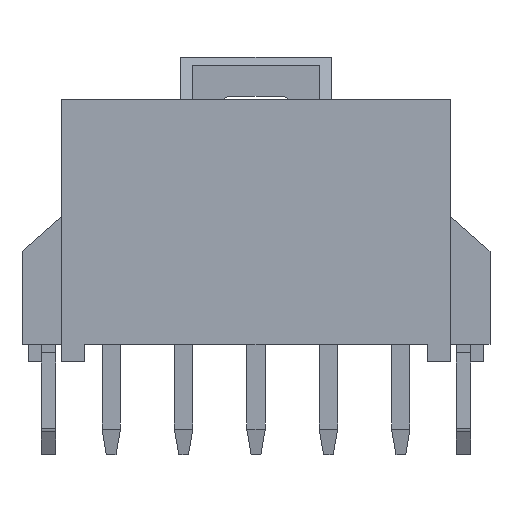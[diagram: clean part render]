
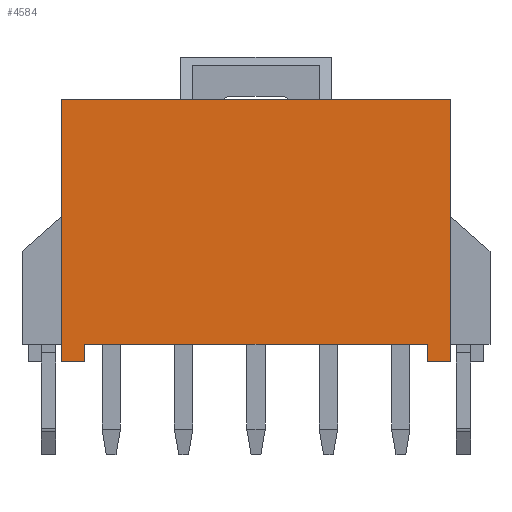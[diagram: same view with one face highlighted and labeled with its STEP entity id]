
A CAD part, front view. The second image highlights one B-rep face of the part: STEP entity #4584.
In plain terms, the highlighted planar face has unit normal (0, -1, 0).
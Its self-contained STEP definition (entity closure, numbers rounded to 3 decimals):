
#1=DIRECTION('',(-1.,0.,0.));
#2=VECTOR('',#1,11.84);
#3=CARTESIAN_POINT('',(5.92,-2.99,-4.23));
#4=LINE('',#3,#2);
#5=DIRECTION('',(0.,0.,-1.));
#6=VECTOR('',#5,0.6);
#7=CARTESIAN_POINT('',(-5.92,-2.99,-4.23));
#8=LINE('',#7,#6);
#9=DIRECTION('',(1.,0.,0.));
#10=VECTOR('',#9,13.44);
#11=CARTESIAN_POINT('',(-6.72,-2.99,4.23));
#12=LINE('',#11,#10);
#13=DIRECTION('',(0.,0.,-1.));
#14=VECTOR('',#13,9.06);
#15=CARTESIAN_POINT('',(6.72,-2.99,4.23));
#16=LINE('',#15,#14);
#417=DIRECTION('',(-1.,0.,0.));
#418=VECTOR('',#417,0.8);
#419=CARTESIAN_POINT('',(6.72,-2.99,-4.83));
#420=LINE('',#419,#418);
#429=DIRECTION('',(-1.,0.,0.));
#430=VECTOR('',#429,0.8);
#431=CARTESIAN_POINT('',(-5.92,-2.99,-4.83));
#432=LINE('',#431,#430);
#533=DIRECTION('',(0.,0.,-1.));
#534=VECTOR('',#533,9.06);
#535=CARTESIAN_POINT('',(-6.72,-2.99,4.23));
#536=LINE('',#535,#534);
#2877=DIRECTION('',(0.,0.,-1.));
#2878=VECTOR('',#2877,0.6);
#2879=CARTESIAN_POINT('',(5.92,-2.99,-4.23));
#2880=LINE('',#2879,#2878);
#3481=CARTESIAN_POINT('',(-6.72,-2.99,4.23));
#3482=CARTESIAN_POINT('',(6.72,-2.99,4.23));
#3483=VERTEX_POINT('',#3481);
#3484=VERTEX_POINT('',#3482);
#3529=CARTESIAN_POINT('',(5.92,-2.99,-4.23));
#3530=CARTESIAN_POINT('',(-5.92,-2.99,-4.23));
#3531=VERTEX_POINT('',#3529);
#3532=VERTEX_POINT('',#3530);
#4542=CARTESIAN_POINT('',(6.72,-2.99,-4.83));
#4544=VERTEX_POINT('',#4542);
#4545=CARTESIAN_POINT('',(5.92,-2.99,-4.83));
#4546=VERTEX_POINT('',#4545);
#4553=CARTESIAN_POINT('',(-5.92,-2.99,-4.83));
#4554=VERTEX_POINT('',#4553);
#4555=CARTESIAN_POINT('',(-6.72,-2.99,-4.83));
#4556=VERTEX_POINT('',#4555);
#4561=CARTESIAN_POINT('',(0.,-2.99,0.));
#4562=DIRECTION('',(0.,1.,0.));
#4563=DIRECTION('',(1.,0.,0.));
#4564=AXIS2_PLACEMENT_3D('',#4561,#4562,#4563);
#4565=PLANE('',#4564);
#4567=ORIENTED_EDGE('',*,*,#4566,.T.);
#4569=ORIENTED_EDGE('',*,*,#4568,.T.);
#4571=ORIENTED_EDGE('',*,*,#4570,.T.);
#4573=ORIENTED_EDGE('',*,*,#4572,.F.);
#4575=ORIENTED_EDGE('',*,*,#4574,.T.);
#4577=ORIENTED_EDGE('',*,*,#4576,.T.);
#4579=ORIENTED_EDGE('',*,*,#4578,.T.);
#4581=ORIENTED_EDGE('',*,*,#4580,.F.);
#4582=EDGE_LOOP('',(#4567,#4569,#4571,#4573,#4575,#4577,#4579,#4581));
#4583=FACE_OUTER_BOUND('',#4582,.F.);
#4584=ADVANCED_FACE('',(#4583),#4565,.F.);
#4566=EDGE_CURVE('',#3531,#3532,#4,.T.);
#4568=EDGE_CURVE('',#3532,#4554,#8,.T.);
#4570=EDGE_CURVE('',#4554,#4556,#432,.T.);
#4572=EDGE_CURVE('',#3483,#4556,#536,.T.);
#4574=EDGE_CURVE('',#3483,#3484,#12,.T.);
#4576=EDGE_CURVE('',#3484,#4544,#16,.T.);
#4578=EDGE_CURVE('',#4544,#4546,#420,.T.);
#4580=EDGE_CURVE('',#3531,#4546,#2880,.T.);
